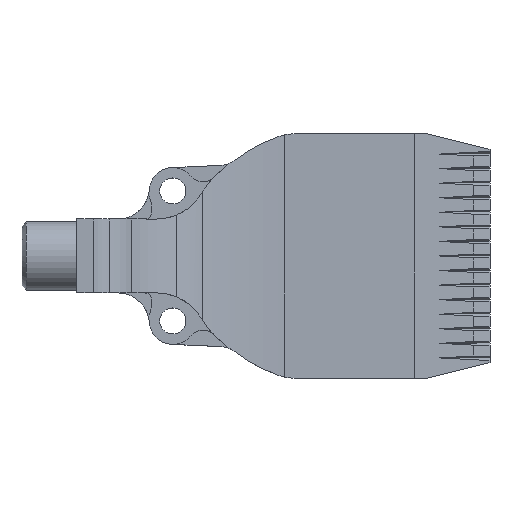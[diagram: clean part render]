
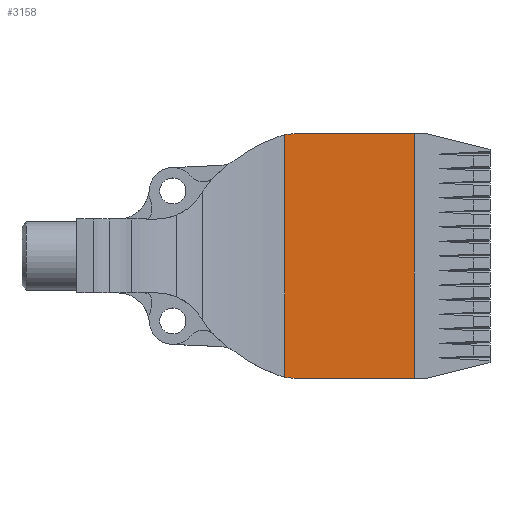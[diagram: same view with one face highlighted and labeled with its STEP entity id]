
A CAD part, top view. The second image highlights one B-rep face of the part: STEP entity #3158.
In plain terms, the highlighted planar face has unit normal (0, 0, 1).
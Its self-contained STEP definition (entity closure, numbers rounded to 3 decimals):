
#300=LINE('',#4992,#652);
#307=LINE('',#5071,#659);
#321=LINE('',#5135,#673);
#322=LINE('',#5140,#674);
#652=VECTOR('',#3902,1000.);
#659=VECTOR('',#3925,1000.);
#673=VECTOR('',#3969,1000.);
#674=VECTOR('',#3974,1000.);
#1120=ORIENTED_EDGE('',*,*,#2010,.T.);
#1121=ORIENTED_EDGE('',*,*,#2011,.T.);
#1122=ORIENTED_EDGE('',*,*,#1984,.F.);
#1123=ORIENTED_EDGE('',*,*,#2012,.T.);
#1124=ORIENTED_EDGE('',*,*,#2013,.T.);
#1125=ORIENTED_EDGE('',*,*,#1962,.T.);
#1962=EDGE_CURVE('',#2413,#2412,#300,.T.);
#1984=EDGE_CURVE('',#2430,#2431,#307,.T.);
#2010=EDGE_CURVE('',#2412,#2446,#321,.T.);
#2011=EDGE_CURVE('',#2446,#2431,#2534,.T.);
#2012=EDGE_CURVE('',#2430,#2447,#2535,.T.);
#2013=EDGE_CURVE('',#2447,#2413,#322,.T.);
#2412=VERTEX_POINT('',#4991);
#2413=VERTEX_POINT('',#4993);
#2430=VERTEX_POINT('',#5070);
#2431=VERTEX_POINT('',#5072);
#2446=VERTEX_POINT('',#5136);
#2447=VERTEX_POINT('',#5139);
#2534=CIRCLE('',#3393,10.);
#2535=CIRCLE('',#3394,10.);
#2610=EDGE_LOOP('',(#1120,#1121,#1122,#1123,#1124,#1125));
#2828=FACE_BOUND('',#2610,.T.);
#3018=PLANE('',#3392);
#3158=ADVANCED_FACE('',(#2828),#3018,.T.);
#3392=AXIS2_PLACEMENT_3D('',#5134,#3967,#3968);
#3393=AXIS2_PLACEMENT_3D('',#5137,#3970,#3971);
#3394=AXIS2_PLACEMENT_3D('',#5138,#3972,#3973);
#3902=DIRECTION('',(0.,1.,0.));
#3925=DIRECTION('',(0.,1.,0.));
#3967=DIRECTION('',(0.,0.,1.));
#3968=DIRECTION('',(1.,0.,0.));
#3969=DIRECTION('',(-1.,0.,0.));
#3970=DIRECTION('',(0.,0.,1.));
#3971=DIRECTION('',(1.,0.,0.));
#3972=DIRECTION('',(0.,0.,1.));
#3973=DIRECTION('',(1.,0.,0.));
#3974=DIRECTION('',(1.,0.,0.));
#4991=CARTESIAN_POINT('',(75.4,23.5,-1.1));
#4992=CARTESIAN_POINT('',(75.4,-24.,-1.1));
#4993=CARTESIAN_POINT('',(75.4,-23.5,-1.1));
#5070=CARTESIAN_POINT('',(50.5,-23.286,-1.1));
#5071=CARTESIAN_POINT('',(50.5,-24.,-1.1));
#5072=CARTESIAN_POINT('',(50.5,23.286,-1.1));
#5134=CARTESIAN_POINT('',(50.5,-24.,-1.1));
#5135=CARTESIAN_POINT('',(50.5,23.5,-1.1));
#5136=CARTESIAN_POINT('',(52.558,23.5,-1.1));
#5137=CARTESIAN_POINT('',(52.558,13.5,-1.1));
#5138=CARTESIAN_POINT('',(52.558,-13.5,-1.1));
#5139=CARTESIAN_POINT('',(52.558,-23.5,-1.1));
#5140=CARTESIAN_POINT('',(50.5,-23.5,-1.1));
